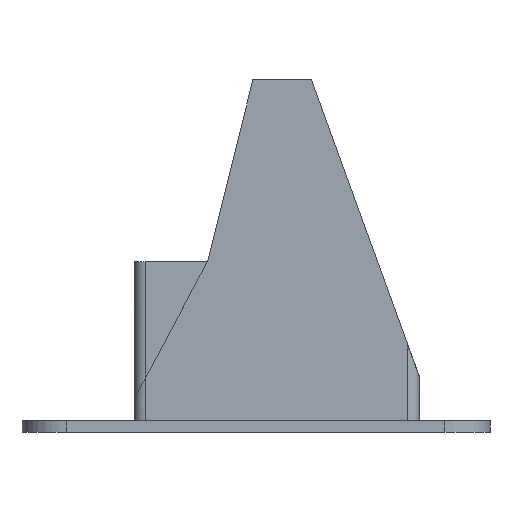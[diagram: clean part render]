
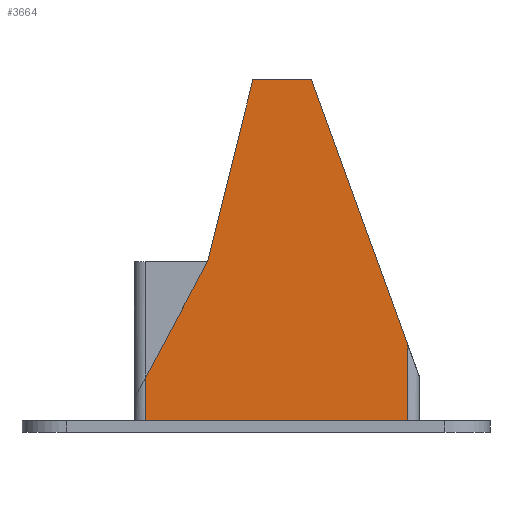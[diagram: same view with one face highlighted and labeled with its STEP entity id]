
A CAD part, left-side view. The second image highlights one B-rep face of the part: STEP entity #3664.
In plain terms, the highlighted planar face has unit normal (-1, 0, 0).
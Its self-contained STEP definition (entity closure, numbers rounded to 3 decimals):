
#326 = PLANE('',#327);
#327 = AXIS2_PLACEMENT_3D('',#328,#329,#330);
#328 = CARTESIAN_POINT('',(2.2,0.,0.));
#329 = DIRECTION('',(0.,0.,1.));
#330 = DIRECTION('',(1.,0.,0.));
#987 = PLANE('',#988);
#988 = AXIS2_PLACEMENT_3D('',#989,#990,#991);
#989 = CARTESIAN_POINT('',(-12.8,-2.861,30.311));
#990 = DIRECTION('',(0.,0.,1.));
#991 = DIRECTION('',(0.,1.,0.));
#1015 = PLANE('',#1016);
#1016 = AXIS2_PLACEMENT_3D('',#1017,#1018,#1019);
#1017 = CARTESIAN_POINT('',(-12.8,-9.702,17.156));
#1018 = DIRECTION('',(0.,-0.94,0.342)
  );
#1019 = DIRECTION('',(0.,-0.342,-0.94));
#1696 = VERTEX_POINT('',#1697);
#1697 = CARTESIAN_POINT('',(-25.6,-13.491,0.));
#1712 = CYLINDRICAL_SURFACE('',#1713,1.);
#1713 = AXIS2_PLACEMENT_3D('',#1714,#1715,#1716);
#1714 = CARTESIAN_POINT('',(-24.6,-13.491,0.));
#1715 = DIRECTION('',(0.,0.,1.));
#1716 = DIRECTION('',(-1.,0.,0.));
#1724 = EDGE_CURVE('',#1725,#1696,#1727,.T.);
#1725 = VERTEX_POINT('',#1726);
#1726 = CARTESIAN_POINT('',(-25.6,9.8,0.));
#1727 = SURFACE_CURVE('',#1728,(#1732,#1739),.PCURVE_S1.);
#1728 = LINE('',#1729,#1730);
#1729 = CARTESIAN_POINT('',(-25.6,10.8,0.));
#1730 = VECTOR('',#1731,1.);
#1731 = DIRECTION('',(0.,-1.,0.));
#1732 = PCURVE('',#326,#1733);
#1733 = DEFINITIONAL_REPRESENTATION('',(#1734),#1738);
#1734 = LINE('',#1735,#1736);
#1735 = CARTESIAN_POINT('',(-27.8,10.8));
#1736 = VECTOR('',#1737,1.);
#1737 = DIRECTION('',(0.,-1.));
#1738 = ( GEOMETRIC_REPRESENTATION_CONTEXT(2) 
PARAMETRIC_REPRESENTATION_CONTEXT() REPRESENTATION_CONTEXT('2D SPACE',''
  ) );
#1739 = PCURVE('',#1740,#1745);
#1740 = PLANE('',#1741);
#1741 = AXIS2_PLACEMENT_3D('',#1742,#1743,#1744);
#1742 = CARTESIAN_POINT('',(-25.6,-2.365,11.898));
#1743 = DIRECTION('',(1.,0.,0.));
#1744 = DIRECTION('',(0.,1.,0.));
#1745 = DEFINITIONAL_REPRESENTATION('',(#1746),#1750);
#1746 = LINE('',#1747,#1748);
#1747 = CARTESIAN_POINT('',(13.165,-11.898));
#1748 = VECTOR('',#1749,1.);
#1749 = DIRECTION('',(-1.,0.));
#1750 = ( GEOMETRIC_REPRESENTATION_CONTEXT(2) 
PARAMETRIC_REPRESENTATION_CONTEXT() REPRESENTATION_CONTEXT('2D SPACE',''
  ) );
#1769 = CYLINDRICAL_SURFACE('',#1770,1.);
#1770 = AXIS2_PLACEMENT_3D('',#1771,#1772,#1773);
#1771 = CARTESIAN_POINT('',(-24.6,9.8,2.));
#1772 = DIRECTION('',(0.,0.,-1.));
#1773 = DIRECTION('',(0.,1.,0.));
#2891 = VERTEX_POINT('',#2892);
#2892 = CARTESIAN_POINT('',(-25.6,0.278,30.311));
#2906 = PLANE('',#2907);
#2907 = AXIS2_PLACEMENT_3D('',#2908,#2909,#2910);
#2908 = CARTESIAN_POINT('',(-23.3,0.278,30.311));
#2909 = DIRECTION('',(0.,-0.97,
    -0.242));
#2910 = DIRECTION('',(0.,0.242,-0.97)
  );
#2918 = EDGE_CURVE('',#2919,#2891,#2921,.T.);
#2919 = VERTEX_POINT('',#2920);
#2920 = CARTESIAN_POINT('',(-25.6,-4.914,30.311));
#2921 = SURFACE_CURVE('',#2922,(#2926,#2933),.PCURVE_S1.);
#2922 = LINE('',#2923,#2924);
#2923 = CARTESIAN_POINT('',(-25.6,-4.914,30.311));
#2924 = VECTOR('',#2925,1.);
#2925 = DIRECTION('',(0.,1.,0.));
#2926 = PCURVE('',#987,#2927);
#2927 = DEFINITIONAL_REPRESENTATION('',(#2928),#2932);
#2928 = LINE('',#2929,#2930);
#2929 = CARTESIAN_POINT('',(-2.053,12.8));
#2930 = VECTOR('',#2931,1.);
#2931 = DIRECTION('',(1.,0.));
#2932 = ( GEOMETRIC_REPRESENTATION_CONTEXT(2) 
PARAMETRIC_REPRESENTATION_CONTEXT() REPRESENTATION_CONTEXT('2D SPACE',''
  ) );
#2933 = PCURVE('',#1740,#2934);
#2934 = DEFINITIONAL_REPRESENTATION('',(#2935),#2939);
#2935 = LINE('',#2936,#2937);
#2936 = CARTESIAN_POINT('',(-2.549,18.414));
#2937 = VECTOR('',#2938,1.);
#2938 = DIRECTION('',(1.,0.));
#2939 = ( GEOMETRIC_REPRESENTATION_CONTEXT(2) 
PARAMETRIC_REPRESENTATION_CONTEXT() REPRESENTATION_CONTEXT('2D SPACE',''
  ) );
#2967 = EDGE_CURVE('',#2968,#2919,#2970,.T.);
#2968 = VERTEX_POINT('',#2969);
#2969 = CARTESIAN_POINT('',(-25.6,-13.491,6.747));
#2970 = SURFACE_CURVE('',#2971,(#2975,#2982),.PCURVE_S1.);
#2971 = LINE('',#2972,#2973);
#2972 = CARTESIAN_POINT('',(-25.6,-14.491,4.));
#2973 = VECTOR('',#2974,1.);
#2974 = DIRECTION('',(0.,0.342,0.94)
  );
#2975 = PCURVE('',#1015,#2976);
#2976 = DEFINITIONAL_REPRESENTATION('',(#2977),#2981);
#2977 = LINE('',#2978,#2979);
#2978 = CARTESIAN_POINT('',(14.,-12.8));
#2979 = VECTOR('',#2980,1.);
#2980 = DIRECTION('',(-1.,0.));
#2981 = ( GEOMETRIC_REPRESENTATION_CONTEXT(2) 
PARAMETRIC_REPRESENTATION_CONTEXT() REPRESENTATION_CONTEXT('2D SPACE',''
  ) );
#2982 = PCURVE('',#1740,#2983);
#2983 = DEFINITIONAL_REPRESENTATION('',(#2984),#2988);
#2984 = LINE('',#2985,#2986);
#2985 = CARTESIAN_POINT('',(-12.125,-7.898));
#2986 = VECTOR('',#2987,1.);
#2987 = DIRECTION('',(0.342,0.94));
#2988 = ( GEOMETRIC_REPRESENTATION_CONTEXT(2) 
PARAMETRIC_REPRESENTATION_CONTEXT() REPRESENTATION_CONTEXT('2D SPACE',''
  ) );
#3468 = PLANE('',#3469);
#3469 = AXIS2_PLACEMENT_3D('',#3470,#3471,#3472);
#3470 = CARTESIAN_POINT('',(-23.3,4.31,14.14));
#3471 = DIRECTION('',(0.,-0.882,
    -0.471));
#3472 = DIRECTION('',(0.,0.471,-0.882)
  );
#3585 = VERTEX_POINT('',#3586);
#3586 = CARTESIAN_POINT('',(-25.6,9.8,3.871));
#3615 = EDGE_CURVE('',#3585,#1725,#3616,.T.);
#3616 = SURFACE_CURVE('',#3617,(#3621,#3628),.PCURVE_S1.);
#3617 = LINE('',#3618,#3619);
#3618 = CARTESIAN_POINT('',(-25.6,9.8,2.));
#3619 = VECTOR('',#3620,1.);
#3620 = DIRECTION('',(0.,0.,-1.));
#3621 = PCURVE('',#1769,#3622);
#3622 = DEFINITIONAL_REPRESENTATION('',(#3623),#3627);
#3623 = LINE('',#3624,#3625);
#3624 = CARTESIAN_POINT('',(-1.571,0.));
#3625 = VECTOR('',#3626,1.);
#3626 = DIRECTION('',(-0.,1.));
#3627 = ( GEOMETRIC_REPRESENTATION_CONTEXT(2) 
PARAMETRIC_REPRESENTATION_CONTEXT() REPRESENTATION_CONTEXT('2D SPACE',''
  ) );
#3628 = PCURVE('',#1740,#3629);
#3629 = DEFINITIONAL_REPRESENTATION('',(#3630),#3634);
#3630 = LINE('',#3631,#3632);
#3631 = CARTESIAN_POINT('',(12.165,-9.898));
#3632 = VECTOR('',#3633,1.);
#3633 = DIRECTION('',(0.,-1.));
#3634 = ( GEOMETRIC_REPRESENTATION_CONTEXT(2) 
PARAMETRIC_REPRESENTATION_CONTEXT() REPRESENTATION_CONTEXT('2D SPACE',''
  ) );
#3664 = ADVANCED_FACE('',(#3665),#1740,.F.);
#3665 = FACE_BOUND('',#3666,.F.);
#3666 = EDGE_LOOP('',(#3667,#3668,#3669,#3692,#3713,#3714,#3715));
#3667 = ORIENTED_EDGE('',*,*,#1724,.F.);
#3668 = ORIENTED_EDGE('',*,*,#3615,.F.);
#3669 = ORIENTED_EDGE('',*,*,#3670,.F.);
#3670 = EDGE_CURVE('',#3671,#3585,#3673,.T.);
#3671 = VERTEX_POINT('',#3672);
#3672 = CARTESIAN_POINT('',(-25.6,4.31,14.14));
#3673 = SURFACE_CURVE('',#3674,(#3678,#3685),.PCURVE_S1.);
#3674 = LINE('',#3675,#3676);
#3675 = CARTESIAN_POINT('',(-25.6,4.31,14.14));
#3676 = VECTOR('',#3677,1.);
#3677 = DIRECTION('',(0.,0.471,-0.882)
  );
#3678 = PCURVE('',#1740,#3679);
#3679 = DEFINITIONAL_REPRESENTATION('',(#3680),#3684);
#3680 = LINE('',#3681,#3682);
#3681 = CARTESIAN_POINT('',(6.676,2.243));
#3682 = VECTOR('',#3683,1.);
#3683 = DIRECTION('',(0.471,-0.882));
#3684 = ( GEOMETRIC_REPRESENTATION_CONTEXT(2) 
PARAMETRIC_REPRESENTATION_CONTEXT() REPRESENTATION_CONTEXT('2D SPACE',''
  ) );
#3685 = PCURVE('',#3468,#3686);
#3686 = DEFINITIONAL_REPRESENTATION('',(#3687),#3691);
#3687 = LINE('',#3688,#3689);
#3688 = CARTESIAN_POINT('',(0.,-2.3));
#3689 = VECTOR('',#3690,1.);
#3690 = DIRECTION('',(1.,0.));
#3691 = ( GEOMETRIC_REPRESENTATION_CONTEXT(2) 
PARAMETRIC_REPRESENTATION_CONTEXT() REPRESENTATION_CONTEXT('2D SPACE',''
  ) );
#3692 = ORIENTED_EDGE('',*,*,#3693,.F.);
#3693 = EDGE_CURVE('',#2891,#3671,#3694,.T.);
#3694 = SURFACE_CURVE('',#3695,(#3699,#3706),.PCURVE_S1.);
#3695 = LINE('',#3696,#3697);
#3696 = CARTESIAN_POINT('',(-25.6,0.278,30.311));
#3697 = VECTOR('',#3698,1.);
#3698 = DIRECTION('',(0.,0.242,-0.97)
  );
#3699 = PCURVE('',#1740,#3700);
#3700 = DEFINITIONAL_REPRESENTATION('',(#3701),#3705);
#3701 = LINE('',#3702,#3703);
#3702 = CARTESIAN_POINT('',(2.644,18.414));
#3703 = VECTOR('',#3704,1.);
#3704 = DIRECTION('',(0.242,-0.97));
#3705 = ( GEOMETRIC_REPRESENTATION_CONTEXT(2) 
PARAMETRIC_REPRESENTATION_CONTEXT() REPRESENTATION_CONTEXT('2D SPACE',''
  ) );
#3706 = PCURVE('',#2906,#3707);
#3707 = DEFINITIONAL_REPRESENTATION('',(#3708),#3712);
#3708 = LINE('',#3709,#3710);
#3709 = CARTESIAN_POINT('',(0.,-2.3));
#3710 = VECTOR('',#3711,1.);
#3711 = DIRECTION('',(1.,0.));
#3712 = ( GEOMETRIC_REPRESENTATION_CONTEXT(2) 
PARAMETRIC_REPRESENTATION_CONTEXT() REPRESENTATION_CONTEXT('2D SPACE',''
  ) );
#3713 = ORIENTED_EDGE('',*,*,#2918,.F.);
#3714 = ORIENTED_EDGE('',*,*,#2967,.F.);
#3715 = ORIENTED_EDGE('',*,*,#3716,.F.);
#3716 = EDGE_CURVE('',#1696,#2968,#3717,.T.);
#3717 = SURFACE_CURVE('',#3718,(#3722,#3729),.PCURVE_S1.);
#3718 = LINE('',#3719,#3720);
#3719 = CARTESIAN_POINT('',(-25.6,-13.491,0.));
#3720 = VECTOR('',#3721,1.);
#3721 = DIRECTION('',(0.,0.,1.));
#3722 = PCURVE('',#1740,#3723);
#3723 = DEFINITIONAL_REPRESENTATION('',(#3724),#3728);
#3724 = LINE('',#3725,#3726);
#3725 = CARTESIAN_POINT('',(-11.125,-11.898));
#3726 = VECTOR('',#3727,1.);
#3727 = DIRECTION('',(0.,1.));
#3728 = ( GEOMETRIC_REPRESENTATION_CONTEXT(2) 
PARAMETRIC_REPRESENTATION_CONTEXT() REPRESENTATION_CONTEXT('2D SPACE',''
  ) );
#3729 = PCURVE('',#1712,#3730);
#3730 = DEFINITIONAL_REPRESENTATION('',(#3731),#3735);
#3731 = LINE('',#3732,#3733);
#3732 = CARTESIAN_POINT('',(0.,0.));
#3733 = VECTOR('',#3734,1.);
#3734 = DIRECTION('',(0.,1.));
#3735 = ( GEOMETRIC_REPRESENTATION_CONTEXT(2) 
PARAMETRIC_REPRESENTATION_CONTEXT() REPRESENTATION_CONTEXT('2D SPACE',''
  ) );
